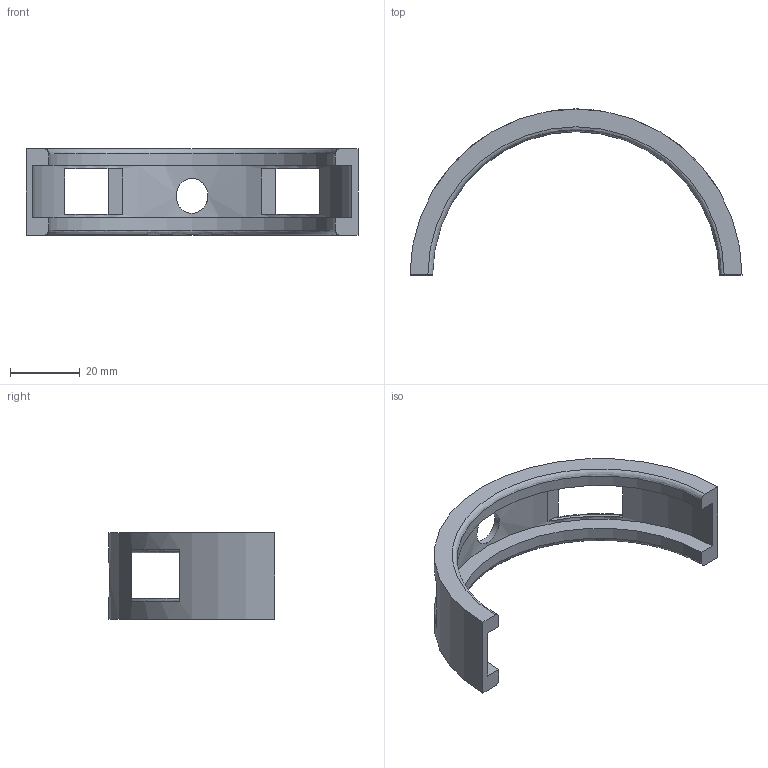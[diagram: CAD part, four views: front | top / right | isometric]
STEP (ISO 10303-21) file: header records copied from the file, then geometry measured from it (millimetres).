
FILE_DESCRIPTION(/* description */ (''),/* implementation_level */ '2;1');
FILE_NAME(/* name */ 'plate_mount_hlaf1_v5.step',/* time_stamp */ '2024-04-17T16:45:00-04:00',/* author */ (''),/* organization */ (''),/* preprocessor_version */ 'ST-DEVELOPER v20',/* originating_system */ 'Autodesk Translation Framework v12.20.1.177',/* authorisation */ '');
FILE_SCHEMA (('AUTOMOTIVE_DESIGN { 1 0 10303 214 3 1 1 }'));
Length unit declared in the file: millimetre
Products named in the file (1): FusionComponent
Bounding box: 94.9 x 47.45 x 24.8 mm (x, y, z)
Volume: 11683 mm3; surface area: 9282.2 mm2
Topology: 1 solids, 1 shells, 25 faces, 71 edges, 48 vertices
Faces by surface type: plane 14, bspline 7, cylinder 4
Entity records: 1482 total; most frequent: CARTESIAN_POINT 802, ORIENTED_EDGE 142, DIRECTION 122, EDGE_CURVE 71, VERTEX_POINT 48, AXIS2_PLACEMENT_3D 45, LINE 32, VECTOR 32
